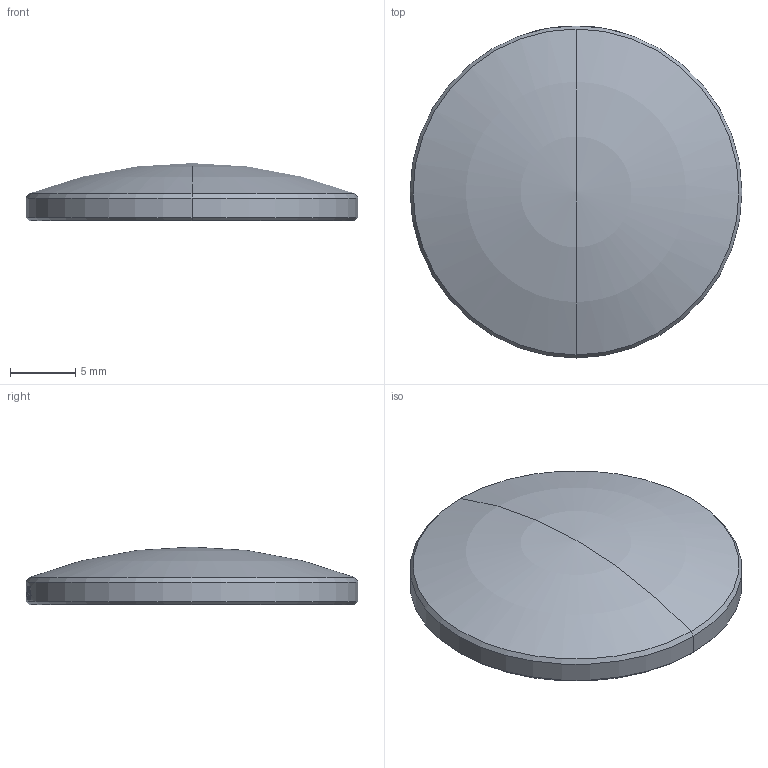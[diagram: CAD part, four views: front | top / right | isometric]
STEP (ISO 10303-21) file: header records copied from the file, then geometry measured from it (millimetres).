
FILE_DESCRIPTION (( 'STEP AP214' ), '1' );
FILE_NAME ('CTN016814-E0W.STEP', '2020-12-31T08:57:41', ( '' ), ( '' ), 'SwSTEP 2.0', 'SolidWorks 2018', '' );
FILE_SCHEMA (( 'AUTOMOTIVE_DESIGN' ));
Length unit declared in the file: inch
Products named in the file (2): CTN016814-E0W; CTN016834
Assembly tree (1 placements, depth 2):
  CTN016814-E0W
    CTN016834
Bounding box: 25.4 x 25.4 x 4.42 mm (x, y, z)
Volume: 1629.3 mm3; surface area: 1172.6 mm2
Topology: 1 solids, 1 shells, 28 faces, 139 edges, 124 vertices
Faces by surface type: cylinder 21, cone 4, torus 2, plane 1
Entity records: 2133 total; most frequent: CARTESIAN_POINT 964, ORIENTED_EDGE 274, DIRECTION 184, EDGE_CURVE 137, VERTEX_POINT 124, AXIS2_PLACEMENT_3D 75, B_SPLINE_CURVE_WITH_KNOTS 60, CIRCLE 43
